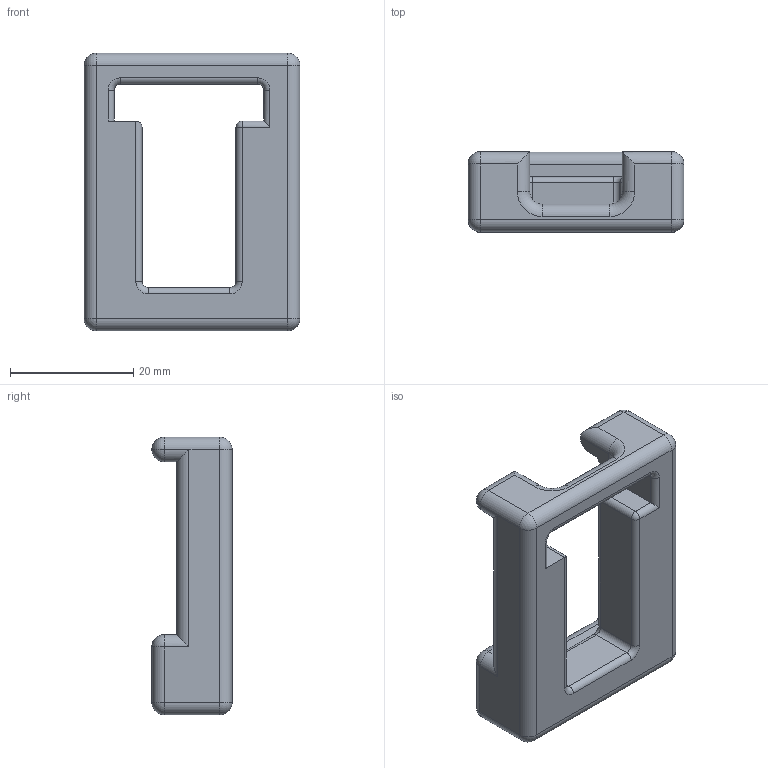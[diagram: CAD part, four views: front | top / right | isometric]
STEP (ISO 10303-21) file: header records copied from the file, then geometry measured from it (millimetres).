
FILE_DESCRIPTION (( 'STEP AP214' ), '1' );
FILE_NAME ('Welding_Support.STEP', '2024-12-05T02:25:42', ( 'Innotronics' ), ( '' ), 'SwSTEP 2.0', 'SolidWorks 2023', '' );
FILE_SCHEMA (( 'AUTOMOTIVE_DESIGN' ));
Length unit declared in the file: millimetre
Products named in the file (1): Welding_Support
Bounding box: 35 x 13 x 45 mm (x, y, z)
Volume: 9052.4 mm3; surface area: 5184.5 mm2
Topology: 1 solids, 1 shells, 163 faces, 381 edges, 197 vertices
Faces by surface type: cylinder 81, plane 39, sphere 22, torus 19, bspline 2
Entity records: 4446 total; most frequent: CARTESIAN_POINT 833, DIRECTION 816, ORIENTED_EDGE 718, EDGE_CURVE 359, AXIS2_PLACEMENT_3D 316, VERTEX_POINT 197, LINE 184, VECTOR 184
